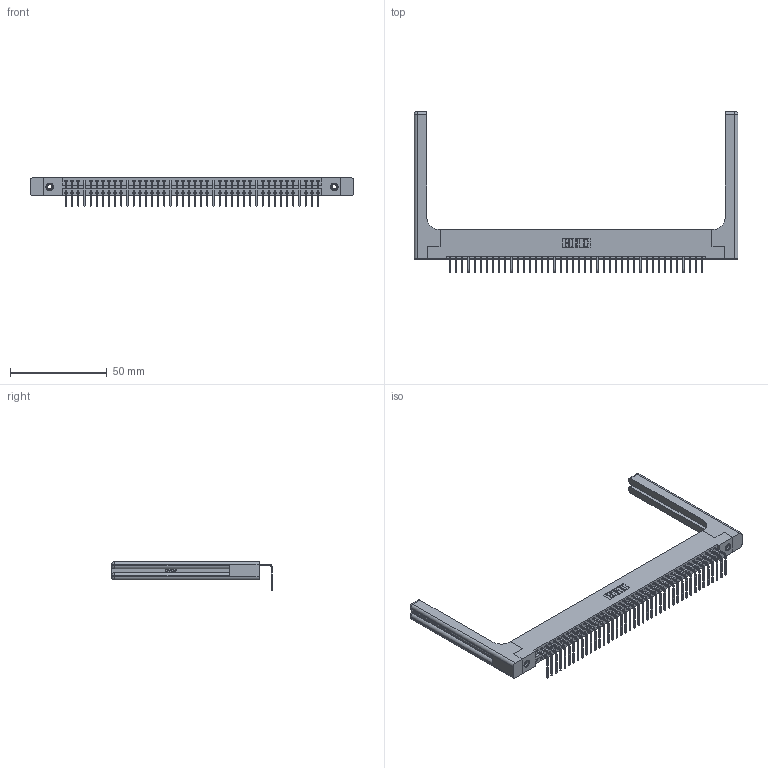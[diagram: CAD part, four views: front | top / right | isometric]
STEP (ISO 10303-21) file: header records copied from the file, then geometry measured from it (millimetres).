
FILE_DESCRIPTION (( 'STEP AP203' ), '1' );
FILE_NAME ('346-042-558-158.STEP', '2022-05-09T14:53:07', ( '' ), ( '' ), 'SwSTEP 2.0', 'SolidWorks 2020', '' );
FILE_SCHEMA (( 'CONFIG_CONTROL_DESIGN' ));
Length unit declared in the file: inch
Products named in the file (5): 345-292-001_558 Tail - 2; 346-042-558-158; 346-220-058_345-220-058; 345-250-001_345-250-001-102; 346 Part_Flush Mounting Lugs - 0.156 Dia-TH
Assembly tree (47 placements, depth 2):
  346-042-558-158
    346 Part_Flush Mounting Lugs - 0.156 Dia-TH
    345-292-001_558 Tail - 2  x42
    345-250-001_345-250-001-102  x2
    346-220-058_345-220-058  x2
Bounding box: 167.41 x 83.12 x 14.73 mm (x, y, z)
Volume: 23665.2 mm3; surface area: 26218.1 mm2
Topology: 47 solids, 47 shells, 2912 faces, 8675 edges, 5706 vertices
Faces by surface type: plane 2002, cylinder 850, bspline 36, cone 12, sphere 8, torus 4
Entity records: 31748 total; most frequent: CARTESIAN_POINT 6425, ORIENTED_EDGE 5196, DIRECTION 4598, EDGE_CURVE 2598, LINE 2206, VECTOR 2206, VERTEX_POINT 1722, AXIS2_PLACEMENT_3D 1196
